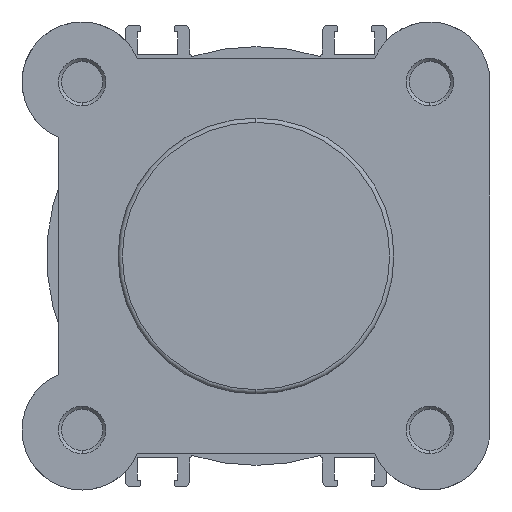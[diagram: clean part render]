
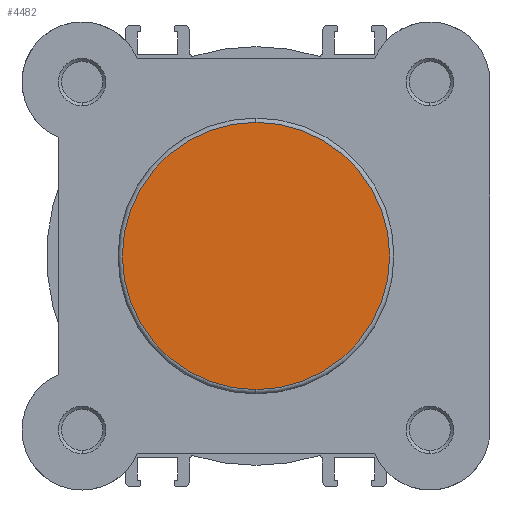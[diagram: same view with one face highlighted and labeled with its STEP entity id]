
A CAD part, left-side view. The second image highlights one B-rep face of the part: STEP entity #4482.
In plain terms, the highlighted planar face has unit normal (-1, 0, 0).
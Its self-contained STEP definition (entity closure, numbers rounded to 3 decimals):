
#398 = VERTEX_POINT ( 'NONE', #2188 ) ;
#659 = VERTEX_POINT ( 'NONE', #2215 ) ;
#1522 = ORIENTED_EDGE ( 'NONE', *, *, #3688, .T. ) ;
#1523 = ORIENTED_EDGE ( 'NONE', *, *, #3731, .T. ) ;
#2188 = CARTESIAN_POINT ( 'NONE',  ( 0., 0., -21.7 ) ) ;
#2215 = CARTESIAN_POINT ( 'NONE',  ( 0., 0., 21.7 ) ) ;
#3688 = EDGE_CURVE ( 'NONE', #659, #398, #4688, .T. ) ;
#3731 = EDGE_CURVE ( 'NONE', #398, #659, #4749, .T. ) ;
#4040 = AXIS2_PLACEMENT_3D ( 'NONE', #5541, #5542, #5543 ) ;
#4065 = AXIS2_PLACEMENT_3D ( 'NONE', #5642, #5649, #5650 ) ;
#4269 = AXIS2_PLACEMENT_3D ( 'NONE', #6471, #6479, #6480 ) ;
#4482 = ADVANCED_FACE ( 'NONE', ( #5217 ), #6472, .F. ) ;
#4688 = CIRCLE ( 'NONE', #4040, 21.7 ) ;
#4749 = CIRCLE ( 'NONE', #4065, 21.7 ) ;
#5217 = FACE_OUTER_BOUND ( 'NONE', #7479, .T. ) ;
#5541 = CARTESIAN_POINT ( 'NONE',  ( 0., 0., 0. ) ) ;
#5542 = DIRECTION ( 'NONE',  ( -1., 0., 0. ) ) ;
#5543 = DIRECTION ( 'NONE',  ( 0., 0., -1. ) ) ;
#5642 = CARTESIAN_POINT ( 'NONE',  ( 0., 0., 0. ) ) ;
#5649 = DIRECTION ( 'NONE',  ( -1., 0., 0. ) ) ;
#5650 = DIRECTION ( 'NONE',  ( 0., 0., -1. ) ) ;
#6471 = CARTESIAN_POINT ( 'NONE',  ( 0., 22.4, 0. ) ) ;
#6472 = PLANE ( 'NONE',  #4269 ) ;
#6479 = DIRECTION ( 'NONE',  ( 1., 0., 0. ) ) ;
#6480 = DIRECTION ( 'NONE',  ( 0., 0., -1. ) ) ;
#7479 = EDGE_LOOP ( 'NONE', ( #1523, #1522 ) ) ;
